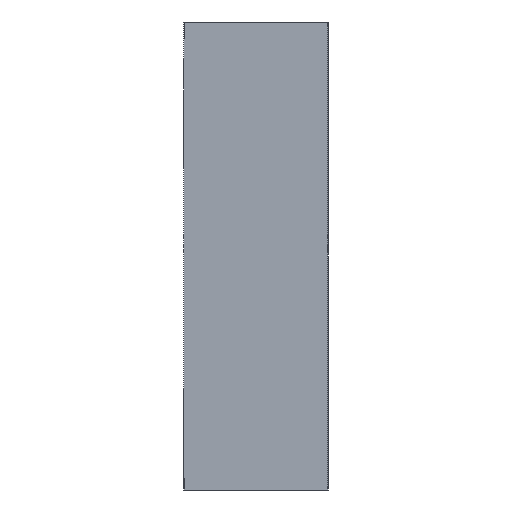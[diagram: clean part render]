
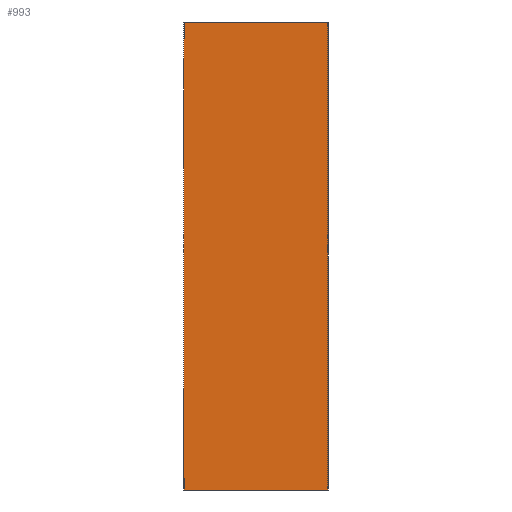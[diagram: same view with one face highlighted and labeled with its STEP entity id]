
A CAD part, left-side view. The second image highlights one B-rep face of the part: STEP entity #993.
In plain terms, the highlighted planar face has unit normal (-1, 0, 0).
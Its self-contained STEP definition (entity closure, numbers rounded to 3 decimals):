
#5 = EDGE_LOOP ( 'NONE', ( #1169, #59, #165, #85 ) ) ;
#31 = VERTEX_POINT ( 'NONE', #404 ) ;
#59 = ORIENTED_EDGE ( 'NONE', *, *, #891, .F. ) ;
#85 = ORIENTED_EDGE ( 'NONE', *, *, #90, .T. ) ;
#90 = EDGE_CURVE ( 'NONE', #31, #254, #978, .T. ) ;
#150 = VERTEX_POINT ( 'NONE', #599 ) ;
#165 = ORIENTED_EDGE ( 'NONE', *, *, #243, .F. ) ;
#243 = EDGE_CURVE ( 'NONE', #31, #329, #358, .T. ) ;
#245 = EDGE_CURVE ( 'NONE', #254, #150, #370, .T. ) ;
#254 = VERTEX_POINT ( 'NONE', #424 ) ;
#329 = VERTEX_POINT ( 'NONE', #509 ) ;
#358 = LINE ( 'NONE', #359, #360 ) ;
#359 = CARTESIAN_POINT ( 'NONE',  ( -80., 20., -32.5 ) ) ;
#360 = VECTOR ( 'NONE', #361, 1000. ) ;
#361 = DIRECTION ( 'NONE',  ( 0., 0., 1. ) ) ;
#370 = LINE ( 'NONE', #371, #372 ) ;
#371 = CARTESIAN_POINT ( 'NONE',  ( -80., 0., -32.5 ) ) ;
#372 = VECTOR ( 'NONE', #373, 1000. ) ;
#373 = DIRECTION ( 'NONE',  ( 0., 0., 1. ) ) ;
#404 = CARTESIAN_POINT ( 'NONE',  ( -80., 20., -32.5 ) ) ;
#424 = CARTESIAN_POINT ( 'NONE',  ( -80., 0., -32.5 ) ) ;
#509 = CARTESIAN_POINT ( 'NONE',  ( -80., 20., 32.5 ) ) ;
#599 = CARTESIAN_POINT ( 'NONE',  ( -80., 0., 32.5 ) ) ;
#891 = EDGE_CURVE ( 'NONE', #329, #150, #982, .T. ) ;
#978 = LINE ( 'NONE', #979, #980 ) ;
#979 = CARTESIAN_POINT ( 'NONE',  ( -80., 20., -32.5 ) ) ;
#980 = VECTOR ( 'NONE', #981, 1000. ) ;
#981 = DIRECTION ( 'NONE',  ( 0., -1., 0. ) ) ;
#982 = LINE ( 'NONE', #983, #984 ) ;
#983 = CARTESIAN_POINT ( 'NONE',  ( -80., 20., 32.5 ) ) ;
#984 = VECTOR ( 'NONE', #985, 1000. ) ;
#985 = DIRECTION ( 'NONE',  ( 0., -1., 0. ) ) ;
#993 = ADVANCED_FACE ( 'NONE', ( #1022 ), #1039, .F. ) ;
#1022 = FACE_OUTER_BOUND ( 'NONE', #5, .T. ) ;
#1039 = PLANE ( 'NONE',  #1040 ) ;
#1040 = AXIS2_PLACEMENT_3D ( 'NONE', #1041, #1042, #1043 ) ;
#1041 = CARTESIAN_POINT ( 'NONE',  ( -80., 20., -32.5 ) ) ;
#1042 = DIRECTION ( 'NONE',  ( 1., 0., 0. ) ) ;
#1043 = DIRECTION ( 'NONE',  ( 0., 0., -1. ) ) ;
#1169 = ORIENTED_EDGE ( 'NONE', *, *, #245, .T. ) ;
